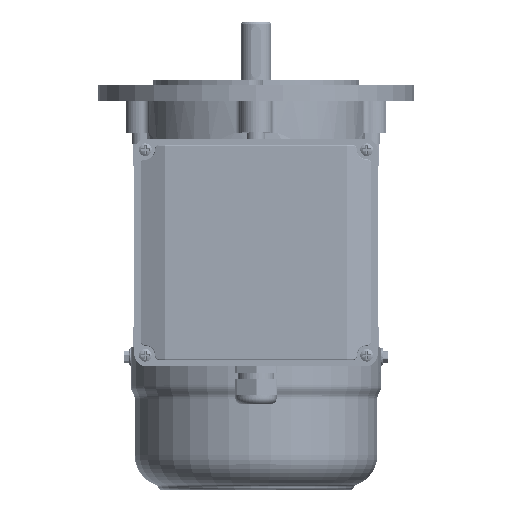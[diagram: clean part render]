
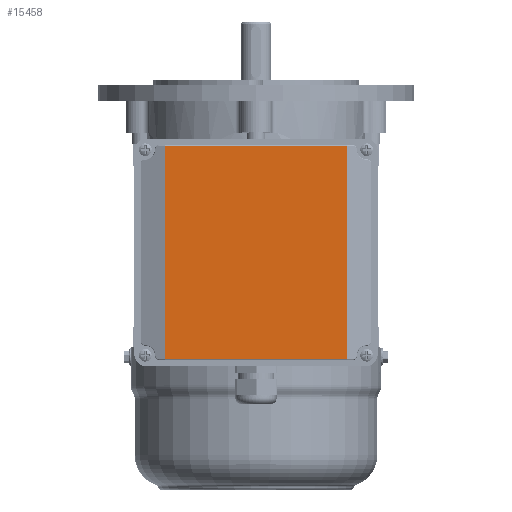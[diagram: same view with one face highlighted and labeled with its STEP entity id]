
A CAD part, top view. The second image highlights one B-rep face of the part: STEP entity #15458.
In plain terms, the highlighted face is planar.
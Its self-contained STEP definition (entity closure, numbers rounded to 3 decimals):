
#15390 = ORIENTED_EDGE ( 'NONE', *, *, #15391, .T. ) ;
#15391 = EDGE_CURVE ( 'NONE', #15469, #15393, #56412, .T. ) ;
#15393 = VERTEX_POINT ( 'NONE', #56407 ) ;
#15395 = ORIENTED_EDGE ( 'NONE', *, *, #15397, .T. ) ;
#15397 = EDGE_CURVE ( 'NONE', #15393, #15463, #56538, .T. ) ;
#15425 = EDGE_LOOP ( 'NONE', ( #15460, #15466, #15390, #15395 ) ) ;
#15458 = ADVANCED_FACE ( 'NONE', ( #56747 ), #56742, .T. ) ;
#15460 = ORIENTED_EDGE ( 'NONE', *, *, #15461, .T. ) ;
#15461 = EDGE_CURVE ( 'NONE', #15463, #15464, #56743, .T. ) ;
#15463 = VERTEX_POINT ( 'NONE', #56724 ) ;
#15464 = VERTEX_POINT ( 'NONE', #56722 ) ;
#15466 = ORIENTED_EDGE ( 'NONE', *, *, #15468, .T. ) ;
#15468 = EDGE_CURVE ( 'NONE', #15464, #15469, #56717, .T. ) ;
#15469 = VERTEX_POINT ( 'NONE', #56710 ) ;
#56407 = CARTESIAN_POINT ( 'NONE',  ( -57.407, 20., 67.5 ) ) ;
#56408 = DIRECTION ( 'NONE',  ( 0., 0., 1. ) ) ;
#56410 = VECTOR ( 'NONE', #56408, 1000. ) ;
#56411 = CARTESIAN_POINT ( 'NONE',  ( -57.407, 20., 68. ) ) ;
#56412 = LINE ( 'NONE', #56411, #56410 ) ;
#56533 = DIRECTION ( 'NONE',  ( 1., 0., 0. ) ) ;
#56534 = VECTOR ( 'NONE', #56533, 1000. ) ;
#56537 = CARTESIAN_POINT ( 'NONE',  ( 77., 20., 67.5 ) ) ;
#56538 = LINE ( 'NONE', #56537, #56534 ) ;
#56710 = CARTESIAN_POINT ( 'NONE',  ( -57.407, 20., -67.5 ) ) ;
#56713 = DIRECTION ( 'NONE',  ( -1., 0., 0. ) ) ;
#56714 = VECTOR ( 'NONE', #56713, 1000. ) ;
#56716 = CARTESIAN_POINT ( 'NONE',  ( 77., 20., -67.5 ) ) ;
#56717 = LINE ( 'NONE', #56716, #56714 ) ;
#56722 = CARTESIAN_POINT ( 'NONE',  ( 57.407, 20., -67.5 ) ) ;
#56724 = CARTESIAN_POINT ( 'NONE',  ( 57.407, 20., 67.5 ) ) ;
#56727 = DIRECTION ( 'NONE',  ( 0., 0., -1. ) ) ;
#56728 = VECTOR ( 'NONE', #56727, 1000. ) ;
#56730 = CARTESIAN_POINT ( 'NONE',  ( 57.407, 20., -68. ) ) ;
#56735 = DIRECTION ( 'NONE',  ( 0., 0., 1. ) ) ;
#56737 = DIRECTION ( 'NONE',  ( 0., 1., 0. ) ) ;
#56739 = CARTESIAN_POINT ( 'NONE',  ( 77., 20., 72. ) ) ;
#56740 = AXIS2_PLACEMENT_3D ( 'NONE', #56739, #56737, #56735 ) ;
#56742 = PLANE ( 'NONE',  #56740 ) ;
#56743 = LINE ( 'NONE', #56730, #56728 ) ;
#56747 = FACE_OUTER_BOUND ( 'NONE', #15425, .T. ) ;
